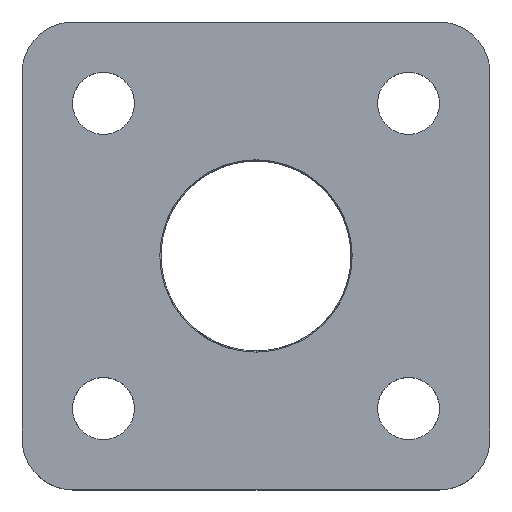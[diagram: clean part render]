
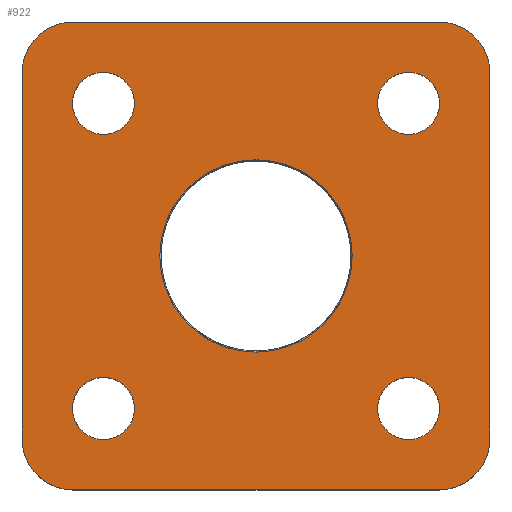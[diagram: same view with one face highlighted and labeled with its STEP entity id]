
A CAD part, top view. The second image highlights one B-rep face of the part: STEP entity #922.
In plain terms, the highlighted planar face has unit normal (0, 0, 1).
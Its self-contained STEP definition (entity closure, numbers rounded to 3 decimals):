
#28=FACE_BOUND('',#146,.T.);
#29=FACE_BOUND('',#147,.T.);
#30=FACE_BOUND('',#148,.T.);
#31=FACE_BOUND('',#149,.T.);
#32=FACE_BOUND('',#150,.T.);
#40=PLANE('',#1028);
#88=FACE_OUTER_BOUND('',#145,.T.);
#145=EDGE_LOOP('',(#829,#830,#831,#832,#833,#834,#835,#836));
#146=EDGE_LOOP('',(#837,#838));
#147=EDGE_LOOP('',(#839,#840));
#148=EDGE_LOOP('',(#841,#842));
#149=EDGE_LOOP('',(#843,#844));
#150=EDGE_LOOP('',(#845,#846));
#199=CIRCLE('',#962,9.459);
#208=CIRCLE('',#976,5.);
#219=CIRCLE('',#990,5.);
#224=CIRCLE('',#997,5.);
#229=CIRCLE('',#1004,5.);
#232=CIRCLE('',#1014,3.05);
#233=CIRCLE('',#1015,3.05);
#234=CIRCLE('',#1017,3.05);
#235=CIRCLE('',#1018,3.05);
#236=CIRCLE('',#1020,3.05);
#237=CIRCLE('',#1021,3.05);
#238=CIRCLE('',#1023,3.05);
#239=CIRCLE('',#1024,3.05);
#240=CIRCLE('',#1026,9.459);
#265=LINE('',#5813,#313);
#271=LINE('',#5845,#319);
#274=LINE('',#5861,#322);
#288=LINE('',#6078,#336);
#313=VECTOR('',#1127,10.);
#319=VECTOR('',#1159,10.);
#322=VECTOR('',#1176,10.);
#336=VECTOR('',#1248,10.);
#371=VERTEX_POINT('',#2210);
#373=VERTEX_POINT('',#2213);
#382=VERTEX_POINT('',#5800);
#383=VERTEX_POINT('',#5801);
#387=VERTEX_POINT('',#5811);
#399=VERTEX_POINT('',#5839);
#400=VERTEX_POINT('',#5843);
#405=VERTEX_POINT('',#5855);
#406=VERTEX_POINT('',#5856);
#411=VERTEX_POINT('',#5871);
#425=VERTEX_POINT('',#6050);
#426=VERTEX_POINT('',#6051);
#427=VERTEX_POINT('',#6056);
#428=VERTEX_POINT('',#6057);
#429=VERTEX_POINT('',#6063);
#430=VERTEX_POINT('',#6064);
#431=VERTEX_POINT('',#6069);
#432=VERTEX_POINT('',#6070);
#483=EDGE_CURVE('',#373,#371,#199,.T.);
#500=EDGE_CURVE('',#382,#383,#208,.T.);
#506=EDGE_CURVE('',#382,#387,#265,.T.);
#519=EDGE_CURVE('',#399,#387,#219,.T.);
#522=EDGE_CURVE('',#399,#400,#271,.T.);
#527=EDGE_CURVE('',#405,#406,#224,.T.);
#530=EDGE_CURVE('',#405,#383,#274,.T.);
#535=EDGE_CURVE('',#411,#400,#229,.T.);
#555=EDGE_CURVE('',#425,#426,#232,.T.);
#556=EDGE_CURVE('',#426,#425,#233,.T.);
#558=EDGE_CURVE('',#427,#428,#234,.T.);
#559=EDGE_CURVE('',#428,#427,#235,.T.);
#562=EDGE_CURVE('',#429,#430,#236,.T.);
#563=EDGE_CURVE('',#430,#429,#237,.T.);
#565=EDGE_CURVE('',#431,#432,#238,.T.);
#566=EDGE_CURVE('',#432,#431,#239,.T.);
#569=EDGE_CURVE('',#371,#373,#240,.T.);
#570=EDGE_CURVE('',#411,#406,#288,.T.);
#829=ORIENTED_EDGE('',*,*,#500,.F.);
#830=ORIENTED_EDGE('',*,*,#506,.T.);
#831=ORIENTED_EDGE('',*,*,#519,.F.);
#832=ORIENTED_EDGE('',*,*,#522,.T.);
#833=ORIENTED_EDGE('',*,*,#535,.F.);
#834=ORIENTED_EDGE('',*,*,#570,.T.);
#835=ORIENTED_EDGE('',*,*,#527,.F.);
#836=ORIENTED_EDGE('',*,*,#530,.T.);
#837=ORIENTED_EDGE('',*,*,#555,.T.);
#838=ORIENTED_EDGE('',*,*,#556,.T.);
#839=ORIENTED_EDGE('',*,*,#558,.T.);
#840=ORIENTED_EDGE('',*,*,#559,.T.);
#841=ORIENTED_EDGE('',*,*,#562,.T.);
#842=ORIENTED_EDGE('',*,*,#563,.T.);
#843=ORIENTED_EDGE('',*,*,#565,.T.);
#844=ORIENTED_EDGE('',*,*,#566,.T.);
#845=ORIENTED_EDGE('',*,*,#483,.T.);
#846=ORIENTED_EDGE('',*,*,#569,.T.);
#922=ADVANCED_FACE('',(#88,#28,#29,#30,#31,#32),#40,.T.);
#962=AXIS2_PLACEMENT_3D('',#2214,#1086,#1087);
#976=AXIS2_PLACEMENT_3D('',#5802,#1117,#1118);
#990=AXIS2_PLACEMENT_3D('',#5840,#1153,#1154);
#997=AXIS2_PLACEMENT_3D('',#5857,#1170,#1171);
#1004=AXIS2_PLACEMENT_3D('',#5872,#1187,#1188);
#1014=AXIS2_PLACEMENT_3D('',#6052,#1214,#1215);
#1015=AXIS2_PLACEMENT_3D('',#6053,#1216,#1217);
#1017=AXIS2_PLACEMENT_3D('',#6058,#1221,#1222);
#1018=AXIS2_PLACEMENT_3D('',#6059,#1223,#1224);
#1020=AXIS2_PLACEMENT_3D('',#6065,#1229,#1230);
#1021=AXIS2_PLACEMENT_3D('',#6066,#1231,#1232);
#1023=AXIS2_PLACEMENT_3D('',#6071,#1236,#1237);
#1024=AXIS2_PLACEMENT_3D('',#6072,#1238,#1239);
#1026=AXIS2_PLACEMENT_3D('',#6076,#1244,#1245);
#1028=AXIS2_PLACEMENT_3D('',#6079,#1249,#1250);
#1086=DIRECTION('center_axis',(0.,0.,-1.));
#1087=DIRECTION('ref_axis',(1.,0.,0.));
#1117=DIRECTION('center_axis',(0.,0.,-1.));
#1118=DIRECTION('ref_axis',(-0.707,-0.707,0.));
#1127=DIRECTION('',(1.,0.,0.));
#1153=DIRECTION('center_axis',(0.,0.,-1.));
#1154=DIRECTION('ref_axis',(0.707,-0.707,0.));
#1159=DIRECTION('',(0.,1.,0.));
#1170=DIRECTION('center_axis',(0.,0.,-1.));
#1171=DIRECTION('ref_axis',(-0.707,0.707,0.));
#1176=DIRECTION('',(0.,-1.,0.));
#1187=DIRECTION('center_axis',(0.,0.,-1.));
#1188=DIRECTION('ref_axis',(0.707,0.707,0.));
#1214=DIRECTION('center_axis',(0.,0.,-1.));
#1215=DIRECTION('ref_axis',(1.,0.,0.));
#1216=DIRECTION('center_axis',(0.,0.,-1.));
#1217=DIRECTION('ref_axis',(1.,0.,0.));
#1221=DIRECTION('center_axis',(0.,0.,-1.));
#1222=DIRECTION('ref_axis',(1.,0.,0.));
#1223=DIRECTION('center_axis',(0.,0.,-1.));
#1224=DIRECTION('ref_axis',(1.,0.,0.));
#1229=DIRECTION('center_axis',(0.,0.,-1.));
#1230=DIRECTION('ref_axis',(1.,0.,0.));
#1231=DIRECTION('center_axis',(0.,0.,-1.));
#1232=DIRECTION('ref_axis',(1.,0.,0.));
#1236=DIRECTION('center_axis',(0.,0.,-1.));
#1237=DIRECTION('ref_axis',(1.,0.,0.));
#1238=DIRECTION('center_axis',(0.,0.,-1.));
#1239=DIRECTION('ref_axis',(1.,0.,0.));
#1244=DIRECTION('center_axis',(0.,0.,-1.));
#1245=DIRECTION('ref_axis',(1.,0.,0.));
#1248=DIRECTION('',(-1.,0.,0.));
#1249=DIRECTION('center_axis',(0.,0.,1.));
#1250=DIRECTION('ref_axis',(1.,0.,0.));
#2210=CARTESIAN_POINT('',(-9.459,0.,8.));
#2213=CARTESIAN_POINT('',(0.,-9.459,8.));
#2214=CARTESIAN_POINT('Origin',(0.,0.,8.));
#5800=CARTESIAN_POINT('',(-18.,-23.,8.));
#5801=CARTESIAN_POINT('',(-23.,-18.,8.));
#5802=CARTESIAN_POINT('Origin',(-18.,-18.,8.));
#5811=CARTESIAN_POINT('',(18.,-23.,8.));
#5813=CARTESIAN_POINT('',(-23.,-23.,8.));
#5839=CARTESIAN_POINT('',(23.,-18.,8.));
#5840=CARTESIAN_POINT('Origin',(18.,-18.,8.));
#5843=CARTESIAN_POINT('',(23.,18.,8.));
#5845=CARTESIAN_POINT('',(23.,-23.,8.));
#5855=CARTESIAN_POINT('',(-23.,18.,8.));
#5856=CARTESIAN_POINT('',(-18.,23.,8.));
#5857=CARTESIAN_POINT('Origin',(-18.,18.,8.));
#5861=CARTESIAN_POINT('',(-23.,23.,8.));
#5871=CARTESIAN_POINT('',(18.,23.,8.));
#5872=CARTESIAN_POINT('Origin',(18.,18.,8.));
#6050=CARTESIAN_POINT('',(18.05,-15.,8.));
#6051=CARTESIAN_POINT('',(11.95,-15.,8.));
#6052=CARTESIAN_POINT('Origin',(15.,-15.,8.));
#6053=CARTESIAN_POINT('Origin',(15.,-15.,8.));
#6056=CARTESIAN_POINT('',(-11.95,15.,8.));
#6057=CARTESIAN_POINT('',(-18.05,15.,8.));
#6058=CARTESIAN_POINT('Origin',(-15.,15.,8.));
#6059=CARTESIAN_POINT('Origin',(-15.,15.,8.));
#6063=CARTESIAN_POINT('',(18.05,15.,8.));
#6064=CARTESIAN_POINT('',(11.95,15.,8.));
#6065=CARTESIAN_POINT('Origin',(15.,15.,8.));
#6066=CARTESIAN_POINT('Origin',(15.,15.,8.));
#6069=CARTESIAN_POINT('',(-11.95,-15.,8.));
#6070=CARTESIAN_POINT('',(-18.05,-15.,8.));
#6071=CARTESIAN_POINT('Origin',(-15.,-15.,8.));
#6072=CARTESIAN_POINT('Origin',(-15.,-15.,8.));
#6076=CARTESIAN_POINT('Origin',(0.,0.,8.));
#6078=CARTESIAN_POINT('',(23.,23.,8.));
#6079=CARTESIAN_POINT('Origin',(0.,0.,8.));
